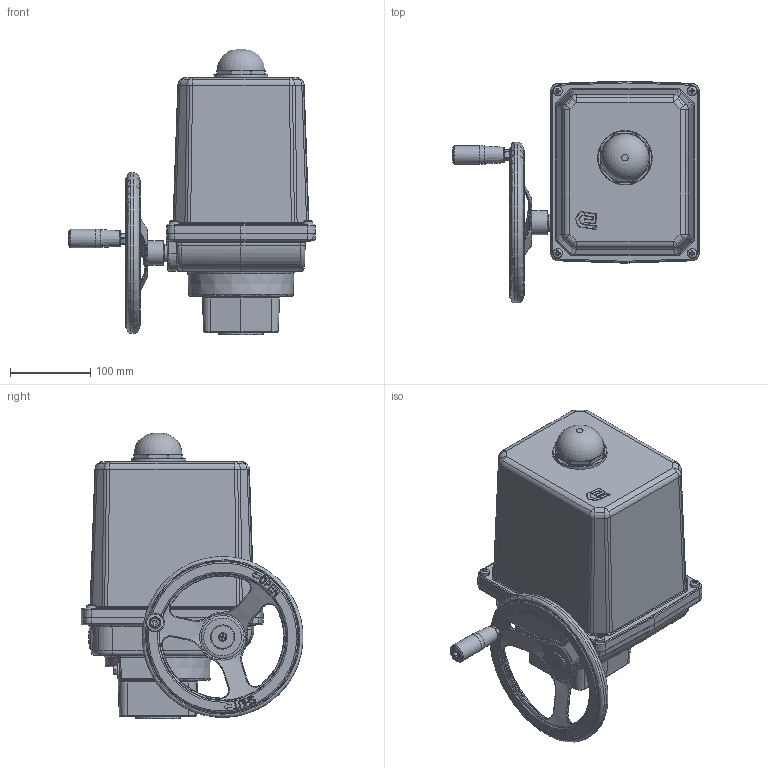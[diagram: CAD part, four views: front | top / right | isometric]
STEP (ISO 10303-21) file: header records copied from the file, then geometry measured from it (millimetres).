
FILE_DESCRIPTION(('HOOPS Exchange Step'),'2;1');
FILE_NAME('AN0300_203.stp','2025-04-25T13:36:13+02:00',('nieru'),('Unknown organisation'),'HOOPS Exchange 2024.2','HOOPS Exchange','Unknown authorisation');
FILE_SCHEMA( ('AP203_CONFIGURATION_CONTROLLED_3D_DESIGN_OF_MECHANICAL_PARTS_AND_ASSEMBLIES_MIM_LF') );
Length unit declared in the file: millimetre
Products named in the file (4): 0; root
Assembly tree (3 placements, depth 3):
  root
    0
      0
      0
Bounding box: 306.76 x 275.91 x 354.7 mm (x, y, z)
Volume: 8389249.2 mm3; surface area: 527499.6 mm2
Topology: 26 solids, 26 shells, 2036 faces, 5057 edges, 3056 vertices
Faces by surface type: cylinder 784, plane 430, torus 321, bspline 291, cone 140, sphere 70
Full cylindrical faces by diameter (mm): 3.1 x1, 3.219 x1, 4.773 x1, 6 x5, 6.647 x5, 7.15 x1, 8 x1, 8.376 x4, 9 x1, 9.6 x2, 10.5 x1, 11.6 x2, 12.7 x1, 13 x1, 13.5 x1, 14 x2, 16 x1, 18 x2, 19.2 x2, 20 x4, 21.5 x1, 23 x1, 24 x3, 27.5 x2, 30 x3, 34 x2, 34.2 x1, 42 x2, 47.498 x1, 48.5 x1
Entity records: 146479 total; most frequent: CARTESIAN_POINT 101317, ORIENTED_EDGE 9936, DIRECTION 8477, EDGE_CURVE 4968, AXIS2_PLACEMENT_3D 3422, VERTEX_POINT 3056, EDGE_LOOP 2132, FACE_BOUND 2132
